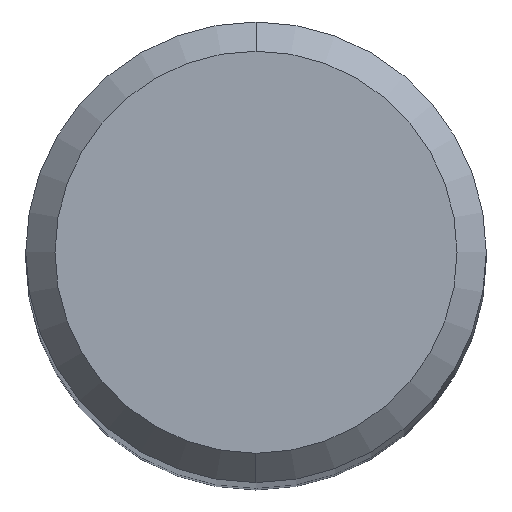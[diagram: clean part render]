
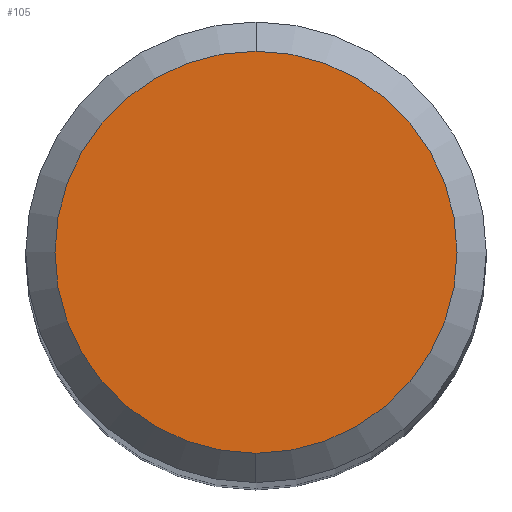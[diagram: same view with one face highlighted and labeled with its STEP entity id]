
A CAD part, top view. The second image highlights one B-rep face of the part: STEP entity #105.
In plain terms, the highlighted planar face has unit normal (0, 0, 1).
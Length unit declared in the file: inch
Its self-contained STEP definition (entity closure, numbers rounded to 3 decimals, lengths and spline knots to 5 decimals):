
#14 = DIRECTION ( 'NONE',  ( 0., 0., 1. ) ) ;
#50 = DIRECTION ( 'NONE',  ( 0., -1., 0. ) ) ;
#74 = PLANE ( 'NONE',  #129 ) ;
#105 = ADVANCED_FACE ( 'NONE', ( #370 ), #74, .F. ) ;
#122 = CARTESIAN_POINT ( 'NONE',  ( 0., -0.1375, 0. ) ) ;
#129 = AXIS2_PLACEMENT_3D ( 'NONE', #377, #214, #249 ) ;
#139 = AXIS2_PLACEMENT_3D ( 'NONE', #171, #314, #281 ) ;
#171 = CARTESIAN_POINT ( 'NONE',  ( 0., 0., 0. ) ) ;
#208 = CIRCLE ( 'NONE', #283, 0.1375 ) ;
#214 = DIRECTION ( 'NONE',  ( 0., 0., -1. ) ) ;
#246 = VERTEX_POINT ( 'NONE', #122 ) ;
#249 = DIRECTION ( 'NONE',  ( 0., 1., 0. ) ) ;
#258 = VERTEX_POINT ( 'NONE', #375 ) ;
#275 = CARTESIAN_POINT ( 'NONE',  ( 0., 0., 0. ) ) ;
#281 = DIRECTION ( 'NONE',  ( 0., -1., 0. ) ) ;
#283 = AXIS2_PLACEMENT_3D ( 'NONE', #275, #14, #50 ) ;
#293 = ORIENTED_EDGE ( 'NONE', *, *, #308, .T. ) ;
#294 = EDGE_LOOP ( 'NONE', ( #334, #293 ) ) ;
#308 = EDGE_CURVE ( 'NONE', #246, #258, #333, .T. ) ;
#314 = DIRECTION ( 'NONE',  ( 0., 0., 1. ) ) ;
#333 = CIRCLE ( 'NONE', #139, 0.1375 ) ;
#334 = ORIENTED_EDGE ( 'NONE', *, *, #407, .T. ) ;
#370 = FACE_OUTER_BOUND ( 'NONE', #294, .T. ) ;
#375 = CARTESIAN_POINT ( 'NONE',  ( 0., 0.1375, 0. ) ) ;
#377 = CARTESIAN_POINT ( 'NONE',  ( 0., 0.1375, 0. ) ) ;
#407 = EDGE_CURVE ( 'NONE', #258, #246, #208, .T. ) ;
